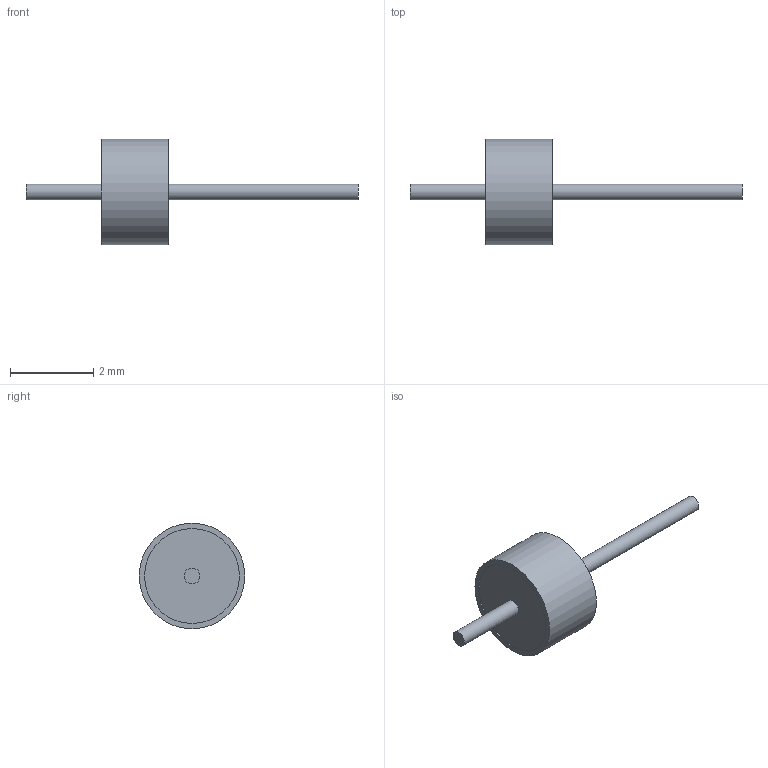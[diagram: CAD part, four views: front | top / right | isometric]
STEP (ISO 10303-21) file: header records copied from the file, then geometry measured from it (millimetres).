
FILE_DESCRIPTION (( 'STEP AP203' ), '1' );
FILE_NAME ('PE1001-2_3D.step', '2020-06-10T20:35:08', ( '' ), ( '' ), 'SwSTEP 2.0', 'SolidWorks 2018', '' );
FILE_SCHEMA (( 'CONFIG_CONTROL_DESIGN' ));
Length unit declared in the file: inch
Products named in the file (1): PE1001-2_3D
Bounding box: 8 x 2.54 x 2.54 mm (x, y, z)
Volume: 8.6 mm3; surface area: 31 mm2
Topology: 1 solids, 1 shells, 11 faces, 16 edges, 11 vertices
Faces by surface type: plane 6, cylinder 5
Full cylindrical faces by diameter (mm): 0.381 x2, 2.286 x2, 2.54 x1
Entity records: 293 total; most frequent: DIRECTION 44, CARTESIAN_POINT 32, AXIS2_PLACEMENT_3D 22, ORIENTED_EDGE 20, EDGE_LOOP 20, FACE_OUTER_BOUND 16, ADVANCED_FACE 11, EDGE_CURVE 10
